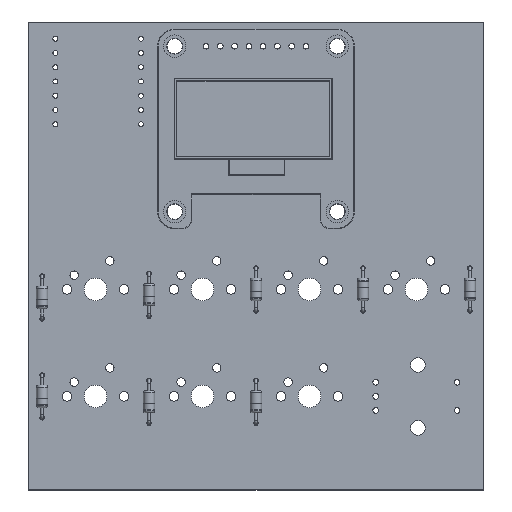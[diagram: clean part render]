
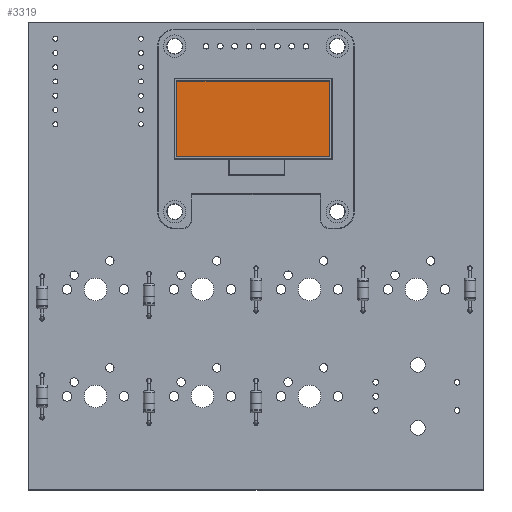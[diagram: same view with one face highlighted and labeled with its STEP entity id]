
A CAD part, top view. The second image highlights one B-rep face of the part: STEP entity #3319.
In plain terms, the highlighted planar face has unit normal (0, 0, 1).
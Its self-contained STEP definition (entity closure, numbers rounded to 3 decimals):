
#3228 = VERTEX_POINT('',#3229);
#3229 = CARTESIAN_POINT('',(21.98,-19.68,2.9));
#3235 = EDGE_CURVE('',#3228,#3236,#3238,.T.);
#3236 = VERTEX_POINT('',#3237);
#3237 = CARTESIAN_POINT('',(21.98,-6.2,2.9));
#3238 = LINE('',#3239,#3240);
#3239 = CARTESIAN_POINT('',(21.98,-19.68,2.9));
#3240 = VECTOR('',#3241,1.);
#3241 = DIRECTION('',(0.,1.,0.));
#3259 = EDGE_CURVE('',#3260,#3228,#3262,.T.);
#3260 = VERTEX_POINT('',#3261);
#3261 = CARTESIAN_POINT('',(-5.2,-19.68,2.9));
#3262 = LINE('',#3263,#3264);
#3263 = CARTESIAN_POINT('',(-5.2,-19.68,2.9));
#3264 = VECTOR('',#3265,1.);
#3265 = DIRECTION('',(1.,0.,0.));
#3283 = EDGE_CURVE('',#3284,#3236,#3286,.T.);
#3284 = VERTEX_POINT('',#3285);
#3285 = CARTESIAN_POINT('',(-5.2,-6.2,2.9));
#3286 = LINE('',#3287,#3288);
#3287 = CARTESIAN_POINT('',(-5.2,-6.2,2.9));
#3288 = VECTOR('',#3289,1.);
#3289 = DIRECTION('',(1.,0.,0.));
#3307 = EDGE_CURVE('',#3260,#3284,#3308,.T.);
#3308 = LINE('',#3309,#3310);
#3309 = CARTESIAN_POINT('',(-5.2,-19.68,2.9));
#3310 = VECTOR('',#3311,1.);
#3311 = DIRECTION('',(0.,1.,0.));
#3319 = ADVANCED_FACE('',(#3320),#3326,.T.);
#3320 = FACE_BOUND('',#3321,.T.);
#3321 = EDGE_LOOP('',(#3322,#3323,#3324,#3325));
#3322 = ORIENTED_EDGE('',*,*,#3307,.F.);
#3323 = ORIENTED_EDGE('',*,*,#3259,.T.);
#3324 = ORIENTED_EDGE('',*,*,#3235,.T.);
#3325 = ORIENTED_EDGE('',*,*,#3283,.F.);
#3326 = PLANE('',#3327);
#3327 = AXIS2_PLACEMENT_3D('',#3328,#3329,#3330);
#3328 = CARTESIAN_POINT('',(-5.2,-19.68,2.9));
#3329 = DIRECTION('',(0.,0.,1.));
#3330 = DIRECTION('',(1.,0.,-0.));
